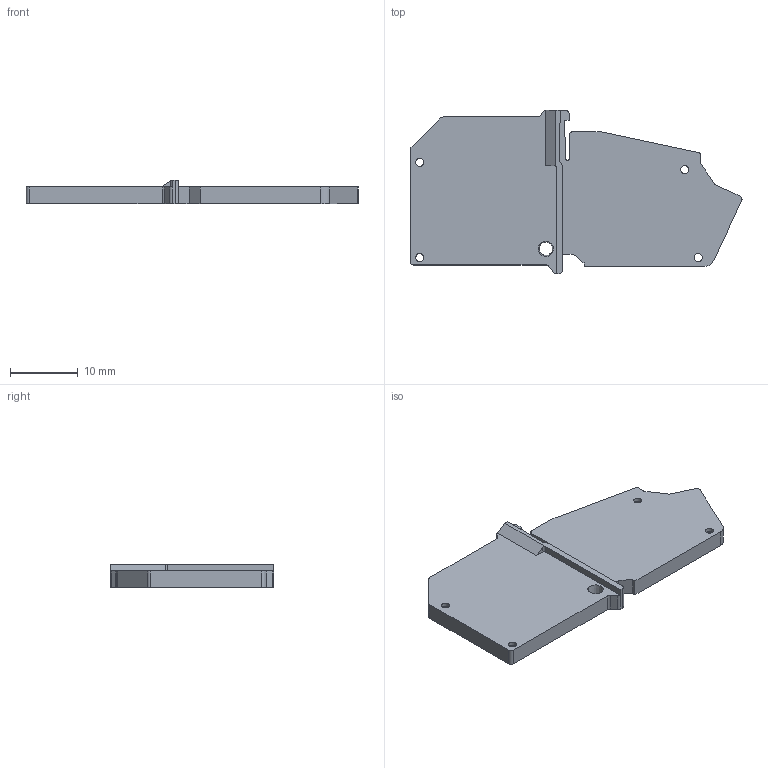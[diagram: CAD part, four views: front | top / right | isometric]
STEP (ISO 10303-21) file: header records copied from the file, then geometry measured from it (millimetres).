
FILE_DESCRIPTION(('CATIA V5 STEP Exchange','CAx-IF Rec.Pracs.--- Model Styling and Organization---1.2---2011-12-15'),'2;1');
FILE_NAME ('D1450616_0_1288600000_1288600000.stp','2018-09-22T18:10:47+00:00',('none'),('Weidmueller'),'CATIA Version 5-6 Release 2014','CATIA V5 STEP AP214','none');
FILE_SCHEMA(('AUTOMOTIVE_DESIGN { 1 0 10303 214 1 1 1 1 }'));
Length unit declared in the file: millimetre
Products named in the file (1): 1288600000
Bounding box: 49.13 x 24.2 x 3.5 mm (x, y, z)
Volume: 2275.8 mm3; surface area: 2318.9 mm2
Topology: 1 solids, 1 shells, 107 faces, 277 edges, 172 vertices
Faces by surface type: cylinder 39, plane 38, cone 20, torus 10
Entity records: 3059 total; most frequent: ORIENTED_EDGE 554, CARTESIAN_POINT 546, DIRECTION 431, EDGE_CURVE 277, AXIS2_PLACEMENT_3D 194, VERTEX_POINT 172, VECTOR 159, LINE 159
